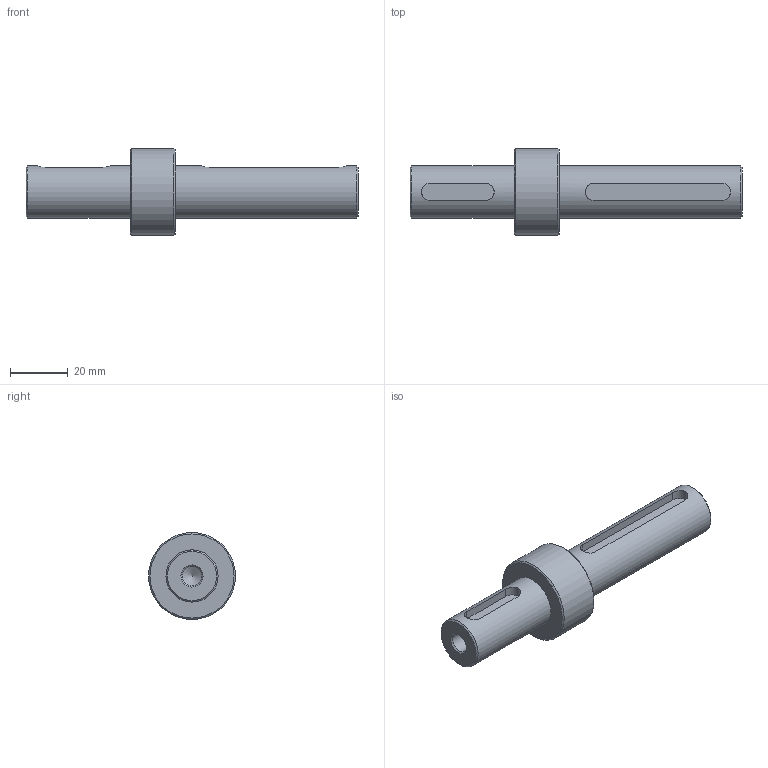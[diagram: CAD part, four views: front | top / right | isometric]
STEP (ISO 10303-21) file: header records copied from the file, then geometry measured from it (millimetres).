
FILE_DESCRIPTION((''),'2;1');
FILE_NAME('906004.ipt.stp','2010-09-05T12:30:24',(''),(''),'Autodesk Inventor 2010','Autodesk Inventor 2010','');
FILE_SCHEMA(('AUTOMOTIVE_DESIGN { 1 0 10303 214 1 1 1 1 }'));
Length unit declared in the file: millimetre
Products named in the file (1): 906004
Bounding box: 114.5 x 30 x 30 mm (x, y, z)
Volume: 33223.8 mm3; surface area: 9708.8 mm2
Topology: 1 solids, 1 shells, 27 faces, 61 edges, 40 vertices
Faces by surface type: plane 10, cylinder 7, cone 6, bspline 4
Full cylindrical faces by diameter (mm): 18 x2, 30 x1
Entity records: 792 total; most frequent: CARTESIAN_POINT 248, DIRECTION 104, ORIENTED_EDGE 88, AXIS2_PLACEMENT_3D 44, EDGE_CURVE 44, EDGE_LOOP 44, VERTEX_POINT 36, FACE_OUTER_BOUND 27
